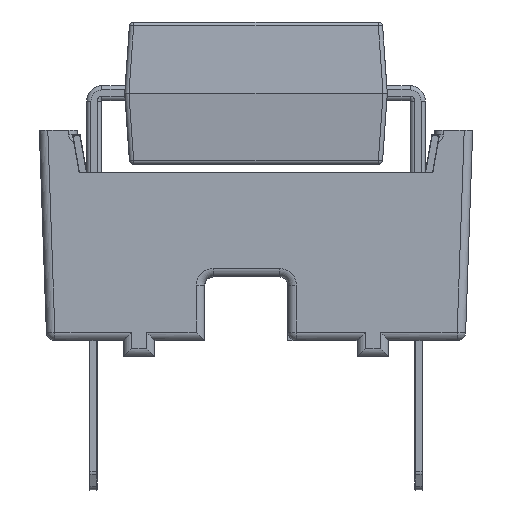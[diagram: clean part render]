
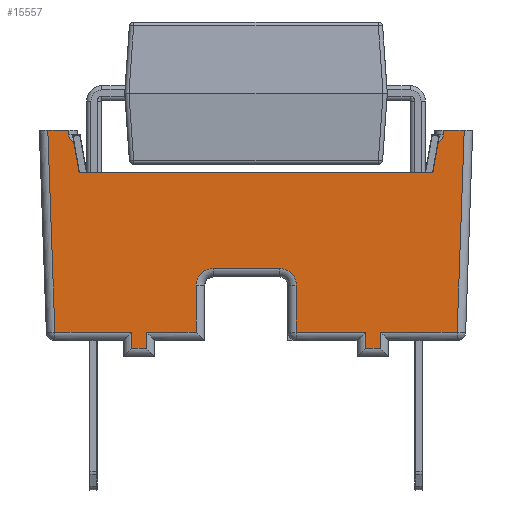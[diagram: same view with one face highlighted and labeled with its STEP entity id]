
A CAD part, front view. The second image highlights one B-rep face of the part: STEP entity #15557.
In plain terms, the highlighted face is planar.
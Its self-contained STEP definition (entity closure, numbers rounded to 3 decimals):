
#733=PLANE('',#16732);
#1423=LINE('',#25627,#3026);
#1429=LINE('',#25665,#3032);
#1433=LINE('',#25684,#3036);
#1437=LINE('',#25719,#3040);
#1450=LINE('',#25814,#3053);
#1451=LINE('',#25818,#3054);
#1453=LINE('',#25839,#3056);
#1457=LINE('',#25871,#3060);
#1461=LINE('',#25885,#3064);
#1466=LINE('',#25911,#3069);
#1469=LINE('',#25917,#3072);
#1473=LINE('',#25926,#3076);
#1477=LINE('',#25937,#3080);
#1482=LINE('',#25944,#3085);
#1487=LINE('',#25960,#3090);
#1499=LINE('',#26004,#3102);
#1501=LINE('',#26010,#3104);
#1503=LINE('',#26015,#3106);
#1507=LINE('',#26021,#3110);
#1515=LINE('',#26040,#3118);
#1516=LINE('',#26042,#3119);
#1517=LINE('',#26043,#3120);
#3026=VECTOR('',#18708,10.);
#3032=VECTOR('',#18728,10.);
#3036=VECTOR('',#18744,10.);
#3040=VECTOR('',#18760,10.);
#3053=VECTOR('',#18823,10.);
#3054=VECTOR('',#18828,10.);
#3056=VECTOR('',#18852,10.);
#3060=VECTOR('',#18884,10.);
#3064=VECTOR('',#18898,10.);
#3069=VECTOR('',#18927,10.);
#3072=VECTOR('',#18934,10.);
#3076=VECTOR('',#18944,10.);
#3080=VECTOR('',#18956,10.);
#3085=VECTOR('',#18965,10.);
#3090=VECTOR('',#18976,10.);
#3102=VECTOR('',#19008,10.);
#3104=VECTOR('',#19014,10.);
#3106=VECTOR('',#19020,10.);
#3110=VECTOR('',#19028,10.);
#3118=VECTOR('',#19048,10.);
#3119=VECTOR('',#19049,10.);
#3120=VECTOR('',#19050,10.);
#4637=FACE_OUTER_BOUND('',#5516,.T.);
#5516=EDGE_LOOP('',(#12081,#12082,#12083,#12084,#12085,#12086,#12087,#12088,
#12089,#12090,#12091,#12092,#12093,#12094,#12095,#12096,#12097,#12098,#12099,
#12100,#12101,#12102,#12103,#12104,#12105,#12106));
#6258=CIRCLE('',#16611,0.2);
#6264=CIRCLE('',#16623,0.2);
#6283=CIRCLE('',#16663,0.4);
#6289=CIRCLE('',#16672,0.4);
#7089=VERTEX_POINT('',#25624);
#7090=VERTEX_POINT('',#25626);
#7093=VERTEX_POINT('',#25642);
#7097=VERTEX_POINT('',#25664);
#7105=VERTEX_POINT('',#25681);
#7106=VERTEX_POINT('',#25683);
#7107=VERTEX_POINT('',#25695);
#7113=VERTEX_POINT('',#25717);
#7130=VERTEX_POINT('',#25804);
#7134=VERTEX_POINT('',#25813);
#7135=VERTEX_POINT('',#25817);
#7137=VERTEX_POINT('',#25823);
#7142=VERTEX_POINT('',#25833);
#7143=VERTEX_POINT('',#25835);
#7148=VERTEX_POINT('',#25851);
#7149=VERTEX_POINT('',#25852);
#7156=VERTEX_POINT('',#25869);
#7157=VERTEX_POINT('',#25870);
#7162=VERTEX_POINT('',#25884);
#7169=VERTEX_POINT('',#25903);
#7172=VERTEX_POINT('',#25916);
#7174=VERTEX_POINT('',#25925);
#7191=VERTEX_POINT('',#26003);
#7193=VERTEX_POINT('',#26009);
#7199=VERTEX_POINT('',#26039);
#7200=VERTEX_POINT('',#26041);
#8823=EDGE_CURVE('',#7089,#7090,#1423,.T.);
#8828=EDGE_CURVE('',#7093,#7089,#6258,.T.);
#8834=EDGE_CURVE('',#7090,#7097,#1429,.T.);
#8843=EDGE_CURVE('',#7105,#7106,#1433,.T.);
#8846=EDGE_CURVE('',#7106,#7107,#6264,.T.);
#8853=EDGE_CURVE('',#7113,#7105,#1437,.T.);
#8883=EDGE_CURVE('',#7130,#7134,#1450,.T.);
#8885=EDGE_CURVE('',#7134,#7135,#1451,.T.);
#8893=EDGE_CURVE('',#7142,#7143,#6283,.T.);
#8895=EDGE_CURVE('',#7137,#7142,#1453,.T.);
#8901=EDGE_CURVE('',#7148,#7149,#6289,.T.);
#8909=EDGE_CURVE('',#7156,#7157,#1457,.T.);
#8916=EDGE_CURVE('',#7157,#7162,#1461,.T.);
#8929=EDGE_CURVE('',#7169,#7113,#1466,.T.);
#8932=EDGE_CURVE('',#7172,#7169,#1469,.T.);
#8937=EDGE_CURVE('',#7174,#7172,#1473,.T.);
#8943=EDGE_CURVE('',#7162,#7174,#1477,.T.);
#8948=EDGE_CURVE('',#7149,#7156,#1482,.T.);
#8954=EDGE_CURVE('',#7143,#7148,#1487,.T.);
#8972=EDGE_CURVE('',#7191,#7137,#1499,.T.);
#8975=EDGE_CURVE('',#7193,#7191,#1501,.T.);
#8978=EDGE_CURVE('',#7135,#7193,#1503,.T.);
#8982=EDGE_CURVE('',#7097,#7130,#1507,.T.);
#8992=EDGE_CURVE('',#7199,#7093,#1515,.T.);
#8993=EDGE_CURVE('',#7199,#7200,#1516,.T.);
#8994=EDGE_CURVE('',#7107,#7200,#1517,.T.);
#12081=ORIENTED_EDGE('',*,*,#8828,.F.);
#12082=ORIENTED_EDGE('',*,*,#8992,.F.);
#12083=ORIENTED_EDGE('',*,*,#8993,.T.);
#12084=ORIENTED_EDGE('',*,*,#8994,.F.);
#12085=ORIENTED_EDGE('',*,*,#8846,.F.);
#12086=ORIENTED_EDGE('',*,*,#8843,.F.);
#12087=ORIENTED_EDGE('',*,*,#8853,.F.);
#12088=ORIENTED_EDGE('',*,*,#8929,.F.);
#12089=ORIENTED_EDGE('',*,*,#8932,.F.);
#12090=ORIENTED_EDGE('',*,*,#8937,.F.);
#12091=ORIENTED_EDGE('',*,*,#8943,.F.);
#12092=ORIENTED_EDGE('',*,*,#8916,.F.);
#12093=ORIENTED_EDGE('',*,*,#8909,.F.);
#12094=ORIENTED_EDGE('',*,*,#8948,.F.);
#12095=ORIENTED_EDGE('',*,*,#8901,.F.);
#12096=ORIENTED_EDGE('',*,*,#8954,.F.);
#12097=ORIENTED_EDGE('',*,*,#8893,.F.);
#12098=ORIENTED_EDGE('',*,*,#8895,.F.);
#12099=ORIENTED_EDGE('',*,*,#8972,.F.);
#12100=ORIENTED_EDGE('',*,*,#8975,.F.);
#12101=ORIENTED_EDGE('',*,*,#8978,.F.);
#12102=ORIENTED_EDGE('',*,*,#8885,.F.);
#12103=ORIENTED_EDGE('',*,*,#8883,.F.);
#12104=ORIENTED_EDGE('',*,*,#8982,.F.);
#12105=ORIENTED_EDGE('',*,*,#8834,.F.);
#12106=ORIENTED_EDGE('',*,*,#8823,.F.);
#15557=ADVANCED_FACE('',(#4637),#733,.T.);
#16611=AXIS2_PLACEMENT_3D('',#25652,#18714,#18715);
#16623=AXIS2_PLACEMENT_3D('',#25705,#18747,#18748);
#16663=AXIS2_PLACEMENT_3D('',#25836,#18846,#18847);
#16672=AXIS2_PLACEMENT_3D('',#25853,#18866,#18867);
#16732=AXIS2_PLACEMENT_3D('',#26038,#19046,#19047);
#18708=DIRECTION('',(0.,0.,1.));
#18714=DIRECTION('center_axis',(1.,0.,0.));
#18715=DIRECTION('ref_axis',(0.,-1.,0.));
#18728=DIRECTION('',(0.,1.,0.));
#18744=DIRECTION('',(0.,0.,-1.));
#18747=DIRECTION('center_axis',(1.,0.,0.));
#18748=DIRECTION('ref_axis',(0.,1.,0.));
#18760=DIRECTION('',(0.,1.,0.));
#18823=DIRECTION('',(0.,-1.,0.));
#18828=DIRECTION('',(0.,0.,-1.));
#18846=DIRECTION('center_axis',(1.,0.,0.));
#18847=DIRECTION('ref_axis',(0.,0.707,0.707));
#18852=DIRECTION('',(0.,0.,1.));
#18866=DIRECTION('center_axis',(1.,0.,0.));
#18867=DIRECTION('ref_axis',(0.,-0.707,0.707));
#18884=DIRECTION('',(0.,-1.,0.));
#18898=DIRECTION('',(0.,0.,-1.));
#18927=DIRECTION('',(0.,-0.035,0.999));
#18934=DIRECTION('',(0.,-1.,0.));
#18944=DIRECTION('',(0.,0.,1.));
#18956=DIRECTION('',(0.,-1.,0.));
#18965=DIRECTION('',(0.,0.,-1.));
#18976=DIRECTION('',(0.,-1.,0.));
#19008=DIRECTION('',(0.,-1.,0.));
#19014=DIRECTION('',(0.,0.,1.));
#19020=DIRECTION('',(0.,-1.,0.));
#19028=DIRECTION('',(0.,-0.035,-0.999));
#19046=DIRECTION('center_axis',(1.,0.,0.));
#19047=DIRECTION('ref_axis',(0.,1.,0.));
#19048=DIRECTION('',(0.,0.174,0.985));
#19049=DIRECTION('',(0.,-1.,0.));
#19050=DIRECTION('',(0.,0.174,-0.985));
#25624=CARTESIAN_POINT('',(22.32,11.508,4.85));
#25626=CARTESIAN_POINT('',(22.32,11.508,4.95));
#25627=CARTESIAN_POINT('',(22.32,11.508,2.475));
#25642=CARTESIAN_POINT('',(22.32,11.388,4.667));
#25652=CARTESIAN_POINT('Origin',(22.32,11.308,4.85));
#25664=CARTESIAN_POINT('',(22.32,12.,4.95));
#25665=CARTESIAN_POINT('',(22.32,12.2,4.95));
#25681=CARTESIAN_POINT('',(22.32,2.692,4.95));
#25683=CARTESIAN_POINT('',(22.32,2.692,4.85));
#25684=CARTESIAN_POINT('',(22.32,2.692,2.475));
#25695=CARTESIAN_POINT('',(22.32,2.812,4.667));
#25705=CARTESIAN_POINT('Origin',(22.32,2.892,4.85));
#25717=CARTESIAN_POINT('',(22.32,2.2,4.95));
#25719=CARTESIAN_POINT('',(22.32,2.762,4.95));
#25804=CARTESIAN_POINT('',(22.32,11.834,0.2));
#25813=CARTESIAN_POINT('',(22.32,10.027,0.2));
#25814=CARTESIAN_POINT('',(22.32,4.55,0.2));
#25817=CARTESIAN_POINT('',(22.32,10.027,-0.18));
#25818=CARTESIAN_POINT('',(22.32,10.027,0.));
#25823=CARTESIAN_POINT('',(22.32,8.05,0.2));
#25833=CARTESIAN_POINT('',(22.32,8.05,1.3));
#25835=CARTESIAN_POINT('',(22.32,7.65,1.7));
#25836=CARTESIAN_POINT('Origin',(22.32,7.65,1.3));
#25839=CARTESIAN_POINT('',(22.32,8.05,0.75));
#25851=CARTESIAN_POINT('',(22.32,6.09,1.7));
#25852=CARTESIAN_POINT('',(22.32,5.69,1.3));
#25853=CARTESIAN_POINT('Origin',(22.32,6.09,1.3));
#25869=CARTESIAN_POINT('',(22.32,5.69,0.2));
#25870=CARTESIAN_POINT('',(22.32,4.523,0.2));
#25871=CARTESIAN_POINT('',(22.32,4.55,0.2));
#25884=CARTESIAN_POINT('',(22.32,4.523,-0.18));
#25885=CARTESIAN_POINT('',(22.32,4.523,0.));
#25903=CARTESIAN_POINT('',(22.32,2.366,0.2));
#25911=CARTESIAN_POINT('',(22.32,2.329,1.247));
#25916=CARTESIAN_POINT('',(22.32,4.173,0.2));
#25917=CARTESIAN_POINT('',(22.32,4.55,0.2));
#25925=CARTESIAN_POINT('',(22.32,4.173,-0.18));
#25926=CARTESIAN_POINT('',(22.32,4.173,0.));
#25937=CARTESIAN_POINT('',(22.32,3.174,-0.18));
#25944=CARTESIAN_POINT('',(22.32,5.69,2.475));
#25960=CARTESIAN_POINT('',(22.32,4.55,1.7));
#26003=CARTESIAN_POINT('',(22.32,9.677,0.2));
#26004=CARTESIAN_POINT('',(22.32,4.55,0.2));
#26009=CARTESIAN_POINT('',(22.32,9.677,-0.18));
#26010=CARTESIAN_POINT('',(22.32,9.677,0.));
#26015=CARTESIAN_POINT('',(22.32,5.926,-0.18));
#26021=CARTESIAN_POINT('',(22.32,11.864,1.07));
#26038=CARTESIAN_POINT('Origin',(22.32,2.,0.));
#26039=CARTESIAN_POINT('',(22.32,11.262,3.95));
#26040=CARTESIAN_POINT('',(22.32,10.828,1.493));
#26041=CARTESIAN_POINT('',(22.32,2.939,3.95));
#26042=CARTESIAN_POINT('',(22.32,4.55,3.95));
#26043=CARTESIAN_POINT('',(22.32,3.218,2.365));
